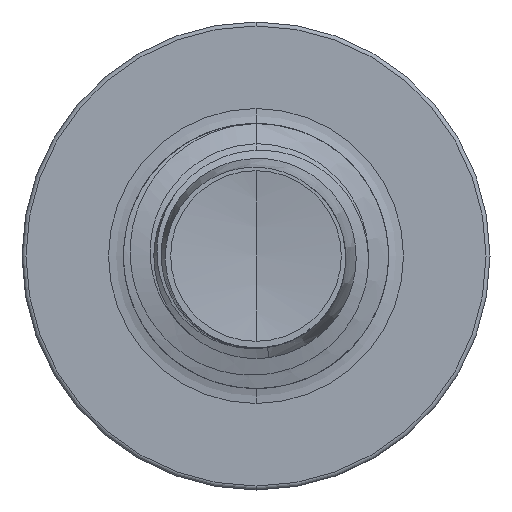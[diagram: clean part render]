
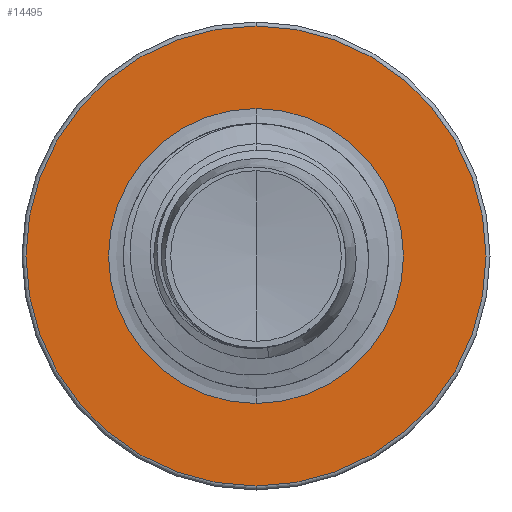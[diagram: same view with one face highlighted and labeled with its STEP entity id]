
A CAD part, front view. The second image highlights one B-rep face of the part: STEP entity #14495.
In plain terms, the highlighted planar face has unit normal (0, -1, 0).
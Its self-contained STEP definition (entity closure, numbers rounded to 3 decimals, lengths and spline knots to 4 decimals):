
#634 = DIRECTION ( 'NONE',  ( 0., 1., 0. ) ) ;
#837 = CARTESIAN_POINT ( 'NONE',  ( 0., 17.5, -1.6704 ) ) ;
#1065 = FACE_BOUND ( 'NONE', #27767, .T. ) ;
#2449 = CARTESIAN_POINT ( 'NONE',  ( 0., 17.5, -2.605 ) ) ;
#3746 = VERTEX_POINT ( 'NONE', #837 ) ;
#3897 = PLANE ( 'NONE',  #30029 ) ;
#4430 = DIRECTION ( 'NONE',  ( 0., 1., 0. ) ) ;
#4758 = ORIENTED_EDGE ( 'NONE', *, *, #13386, .F. ) ;
#5462 = ORIENTED_EDGE ( 'NONE', *, *, #18617, .T. ) ;
#6139 = DIRECTION ( 'NONE',  ( 0., 1., 0. ) ) ;
#7011 = CIRCLE ( 'NONE', #19520, 1.6704 ) ;
#8125 = FACE_OUTER_BOUND ( 'NONE', #12767, .T. ) ;
#9943 = AXIS2_PLACEMENT_3D ( 'NONE', #17952, #634, #20746 ) ;
#10432 = CARTESIAN_POINT ( 'NONE',  ( 0., 17.5, 1.6704 ) ) ;
#10605 = CIRCLE ( 'NONE', #9943, 2.605 ) ;
#12560 = CIRCLE ( 'NONE', #27067, 2.605 ) ;
#12767 = EDGE_LOOP ( 'NONE', ( #4758, #30019 ) ) ;
#13263 = VERTEX_POINT ( 'NONE', #10432 ) ;
#13330 = CARTESIAN_POINT ( 'NONE',  ( 0., 17.5, 0. ) ) ;
#13361 = DIRECTION ( 'NONE',  ( 0., 1., 0. ) ) ;
#13386 = EDGE_CURVE ( 'NONE', #15125, #30740, #12560, .T. ) ;
#14495 = ADVANCED_FACE ( 'NONE', ( #8125, #1065 ), #3897, .F. ) ;
#15125 = VERTEX_POINT ( 'NONE', #33745 ) ;
#16119 = DIRECTION ( 'NONE',  ( 0., 0., 1. ) ) ;
#16399 = ORIENTED_EDGE ( 'NONE', *, *, #29511, .T. ) ;
#17952 = CARTESIAN_POINT ( 'NONE',  ( 0., 17.5, 0. ) ) ;
#18617 = EDGE_CURVE ( 'NONE', #13263, #3746, #7011, .T. ) ;
#19520 = AXIS2_PLACEMENT_3D ( 'NONE', #13330, #32404, #16119 ) ;
#20746 = DIRECTION ( 'NONE',  ( 0., 0., 1. ) ) ;
#23038 = CARTESIAN_POINT ( 'NONE',  ( 0., 17.5, 0. ) ) ;
#24221 = DIRECTION ( 'NONE',  ( 0., 0., 1. ) ) ;
#25758 = DIRECTION ( 'NONE',  ( 0., 0., 1. ) ) ;
#27067 = AXIS2_PLACEMENT_3D ( 'NONE', #29843, #13361, #32431 ) ;
#27122 = EDGE_CURVE ( 'NONE', #30740, #15125, #10605, .T. ) ;
#27767 = EDGE_LOOP ( 'NONE', ( #5462, #16399 ) ) ;
#29511 = EDGE_CURVE ( 'NONE', #3746, #13263, #31977, .T. ) ;
#29565 = CARTESIAN_POINT ( 'NONE',  ( 0., 17.5, -1.6704 ) ) ;
#29843 = CARTESIAN_POINT ( 'NONE',  ( 0., 17.5, 0. ) ) ;
#30019 = ORIENTED_EDGE ( 'NONE', *, *, #27122, .F. ) ;
#30029 = AXIS2_PLACEMENT_3D ( 'NONE', #29565, #4430, #24221 ) ;
#30740 = VERTEX_POINT ( 'NONE', #2449 ) ;
#31362 = AXIS2_PLACEMENT_3D ( 'NONE', #23038, #6139, #25758 ) ;
#31977 = CIRCLE ( 'NONE', #31362, 1.6704 ) ;
#32404 = DIRECTION ( 'NONE',  ( 0., 1., 0. ) ) ;
#32431 = DIRECTION ( 'NONE',  ( 0., 0., 1. ) ) ;
#33745 = CARTESIAN_POINT ( 'NONE',  ( 0., 17.5, 2.605 ) ) ;
